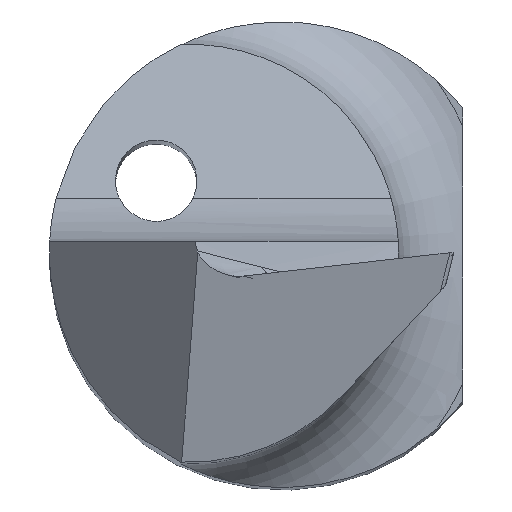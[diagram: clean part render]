
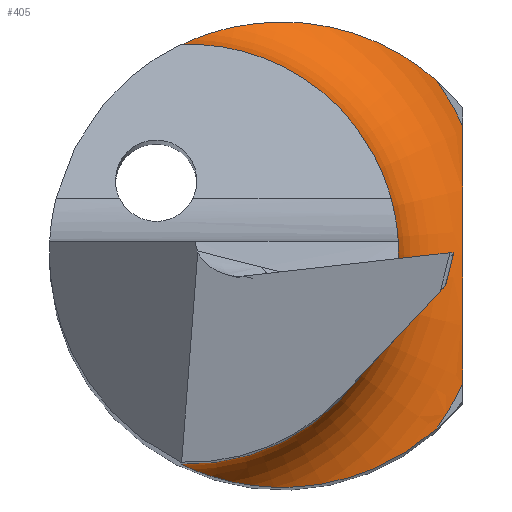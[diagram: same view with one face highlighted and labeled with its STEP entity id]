
A CAD part, top view. The second image highlights one B-rep face of the part: STEP entity #405.
In plain terms, the highlighted toroidal (fillet/blend) face has major radius 2.6 mm and minor radius 0.8 mm.
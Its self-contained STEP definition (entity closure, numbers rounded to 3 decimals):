
#20 = CARTESIAN_POINT ( 'NONE',  ( -0.819, 1.826, 14.585 ) ) ;
#23 = CARTESIAN_POINT ( 'NONE',  ( 1.55, -0.742, 14.012 ) ) ;
#25 = CARTESIAN_POINT ( 'NONE',  ( -0.875, 1.798, 14.8 ) ) ;
#28 = CARTESIAN_POINT ( 'NONE',  ( 1.55, -0.186, 14.04 ) ) ;
#57 = AXIS2_PLACEMENT_3D ( 'NONE', #134, #562, #348 ) ;
#60 = VERTEX_POINT ( 'NONE', #821 ) ;
#68 = CARTESIAN_POINT ( 'NONE',  ( 1.55, -1.112, 14. ) ) ;
#99 = CARTESIAN_POINT ( 'NONE',  ( 1.55, -0.927, 14. ) ) ;
#120 = VERTEX_POINT ( 'NONE', #68 ) ;
#130 = AXIS2_PLACEMENT_3D ( 'NONE', #278, #757, #272 ) ;
#134 = CARTESIAN_POINT ( 'NONE',  ( -0.8, 0., 14. ) ) ;
#154 = EDGE_CURVE ( 'NONE', #397, #120, #555, .T. ) ;
#166 = CARTESIAN_POINT ( 'NONE',  ( -0.875, 1.798, 14.687 ) ) ;
#171 = CARTESIAN_POINT ( 'NONE',  ( -0.085, -2.01, 14.151 ) ) ;
#194 = EDGE_CURVE ( 'NONE', #594, #558, #344, .T. ) ;
#202 = AXIS2_PLACEMENT_3D ( 'NONE', #489, #826, #341 ) ;
#213 = EDGE_CURVE ( 'NONE', #558, #882, #514, .T. ) ;
#226 = CARTESIAN_POINT ( 'NONE',  ( -0.585, 1.915, 14.366 ) ) ;
#229 = CARTESIAN_POINT ( 'NONE',  ( 1.55, 1.112, 14. ) ) ;
#236 = CARTESIAN_POINT ( 'NONE',  ( 1.325, 1.498, 14. ) ) ;
#240 = CARTESIAN_POINT ( 'NONE',  ( -0.875, -1.798, 14.687 ) ) ;
#247 = CARTESIAN_POINT ( 'NONE',  ( 0.562, -1.932, 14.035 ) ) ;
#249 = ORIENTED_EDGE ( 'NONE', *, *, #154, .F. ) ;
#272 = DIRECTION ( 'NONE',  ( 1., 0., 0. ) ) ;
#276 = CIRCLE ( 'NONE', #57, 2.6 ) ;
#278 = CARTESIAN_POINT ( 'NONE',  ( -0.8, 0., 14.8 ) ) ;
#296 = CARTESIAN_POINT ( 'NONE',  ( -0.293, 1.981, 14.223 ) ) ;
#307 = CARTESIAN_POINT ( 'NONE',  ( 0.56, 1.923, 14.038 ) ) ;
#314 = CARTESIAN_POINT ( 'NONE',  ( 0.972, -1.762, 14.005 ) ) ;
#327 = CARTESIAN_POINT ( 'NONE',  ( -0.674, -1.885, 14.427 ) ) ;
#331 = AXIS2_PLACEMENT_3D ( 'NONE', #369, #357, #576 ) ;
#340 = ORIENTED_EDGE ( 'NONE', *, *, #837, .F. ) ;
#341 = DIRECTION ( 'NONE',  ( 1., 0., 0. ) ) ;
#344 = CIRCLE ( 'NONE', #331, 1.8 ) ;
#348 = DIRECTION ( 'NONE',  ( 1., 0., 0. ) ) ;
#354 = CIRCLE ( 'NONE', #202, 2.6 ) ;
#357 = DIRECTION ( 'NONE',  ( 0., 0., 1. ) ) ;
#368 = CARTESIAN_POINT ( 'NONE',  ( 1.158, -1.646, 14. ) ) ;
#369 = CARTESIAN_POINT ( 'NONE',  ( -0.8, 0., 14.8 ) ) ;
#397 = VERTEX_POINT ( 'NONE', #447 ) ;
#405 = ADVANCED_FACE ( 'NONE', ( #723 ), #513, .F. ) ;
#434 = CARTESIAN_POINT ( 'NONE',  ( 1.55, -0.371, 14.032 ) ) ;
#447 = CARTESIAN_POINT ( 'NONE',  ( 1.55, 1.112, 14. ) ) ;
#450 = CARTESIAN_POINT ( 'NONE',  ( -0.819, -1.826, 14.584 ) ) ;
#489 = CARTESIAN_POINT ( 'NONE',  ( -0.8, 0., 14. ) ) ;
#496 = CARTESIAN_POINT ( 'NONE',  ( 1.55, 0.185, 14.04 ) ) ;
#501 = CARTESIAN_POINT ( 'NONE',  ( 0.238, 1.989, 14.084 ) ) ;
#506 = CARTESIAN_POINT ( 'NONE',  ( 1.55, -1.112, 14. ) ) ;
#508 = CARTESIAN_POINT ( 'NONE',  ( 0.347, 1.973, 14.066 ) ) ;
#511 = CARTESIAN_POINT ( 'NONE',  ( 1.55, 0.927, 14. ) ) ;
#512 = EDGE_CURVE ( 'NONE', #120, #60, #276, .T. ) ;
#513 = TOROIDAL_SURFACE ( 'NONE', #130, 2.6, 0.8 ) ;
#514 = B_SPLINE_CURVE_WITH_KNOTS ( 'NONE', 3,
 ( #25, #166, #20, #648, #226, #643, #296, #716, #705, #501, #508, #307, #580, #650, #779, #236 ),
 .UNSPECIFIED., .F., .F.,
 ( 4, 2, 2, 2, 2, 2, 2, 4 ),
 ( 0., 0., 0.001, 0.001, 0.001, 0.002, 0.002, 0.003 ),
 .UNSPECIFIED. ) ;
#526 = CARTESIAN_POINT ( 'NONE',  ( 0.35, -1.981, 14.06 ) ) ;
#531 = ORIENTED_EDGE ( 'NONE', *, *, #512, .F. ) ;
#555 = B_SPLINE_CURVE_WITH_KNOTS ( 'NONE', 3,
 ( #229, #511, #787, #856, #496, #28, #434, #23, #99, #506 ),
 .UNSPECIFIED., .F., .F.,
 ( 4, 2, 2, 2, 4 ),
 ( 0., 0.001, 0.001, 0.002, 0.002 ),
 .UNSPECIFIED. ) ;
#558 = VERTEX_POINT ( 'NONE', #617 ) ;
#562 = DIRECTION ( 'NONE',  ( 0., 0., -1. ) ) ;
#576 = DIRECTION ( 'NONE',  ( 1., 0., 0. ) ) ;
#580 = CARTESIAN_POINT ( 'NONE',  ( 0.664, 1.89, 14.028 ) ) ;
#583 = ORIENTED_EDGE ( 'NONE', *, *, #213, .F. ) ;
#594 = VERTEX_POINT ( 'NONE', #782 ) ;
#617 = CARTESIAN_POINT ( 'NONE',  ( -0.875, 1.798, 14.8 ) ) ;
#622 = CARTESIAN_POINT ( 'NONE',  ( 1.325, 1.498, 14. ) ) ;
#643 = CARTESIAN_POINT ( 'NONE',  ( -0.395, 1.963, 14.264 ) ) ;
#648 = CARTESIAN_POINT ( 'NONE',  ( -0.675, 1.884, 14.427 ) ) ;
#649 = CARTESIAN_POINT ( 'NONE',  ( -0.875, -1.798, 14.8 ) ) ;
#650 = CARTESIAN_POINT ( 'NONE',  ( 0.969, 1.763, 14.005 ) ) ;
#667 = EDGE_LOOP ( 'NONE', ( #249, #340, #583, #684, #824, #531 ) ) ;
#684 = ORIENTED_EDGE ( 'NONE', *, *, #194, .F. ) ;
#705 = CARTESIAN_POINT ( 'NONE',  ( 0.023, 2.003, 14.128 ) ) ;
#708 = EDGE_CURVE ( 'NONE', #60, #594, #818, .T. ) ;
#716 = CARTESIAN_POINT ( 'NONE',  ( -0.083, 2.001, 14.155 ) ) ;
#723 = FACE_OUTER_BOUND ( 'NONE', #667, .T. ) ;
#757 = DIRECTION ( 'NONE',  ( 0., 0., 1. ) ) ;
#779 = CARTESIAN_POINT ( 'NONE',  ( 1.159, 1.645, 14. ) ) ;
#782 = CARTESIAN_POINT ( 'NONE',  ( -0.875, -1.798, 14.8 ) ) ;
#787 = CARTESIAN_POINT ( 'NONE',  ( 1.55, 0.741, 14.012 ) ) ;
#801 = CARTESIAN_POINT ( 'NONE',  ( -0.296, -1.988, 14.212 ) ) ;
#818 = B_SPLINE_CURVE_WITH_KNOTS ( 'NONE', 3,
 ( #871, #368, #314, #247, #526, #171, #801, #864, #327, #450, #240, #649 ),
 .UNSPECIFIED., .F., .F.,
 ( 4, 2, 2, 2, 2, 4 ),
 ( 0., 0.001, 0.001, 0.002, 0.002, 0.003 ),
 .UNSPECIFIED. ) ;
#821 = CARTESIAN_POINT ( 'NONE',  ( 1.325, -1.498, 14. ) ) ;
#824 = ORIENTED_EDGE ( 'NONE', *, *, #708, .F. ) ;
#826 = DIRECTION ( 'NONE',  ( 0., 0., -1. ) ) ;
#837 = EDGE_CURVE ( 'NONE', #882, #397, #354, .T. ) ;
#856 = CARTESIAN_POINT ( 'NONE',  ( 1.55, 0.37, 14.032 ) ) ;
#864 = CARTESIAN_POINT ( 'NONE',  ( -0.584, -1.915, 14.365 ) ) ;
#871 = CARTESIAN_POINT ( 'NONE',  ( 1.325, -1.498, 14. ) ) ;
#882 = VERTEX_POINT ( 'NONE', #622 ) ;
